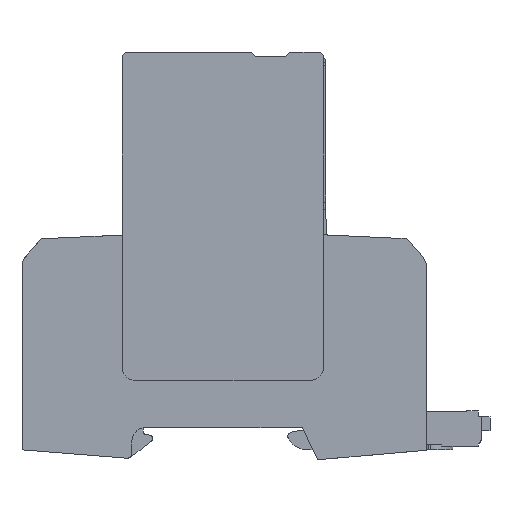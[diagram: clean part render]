
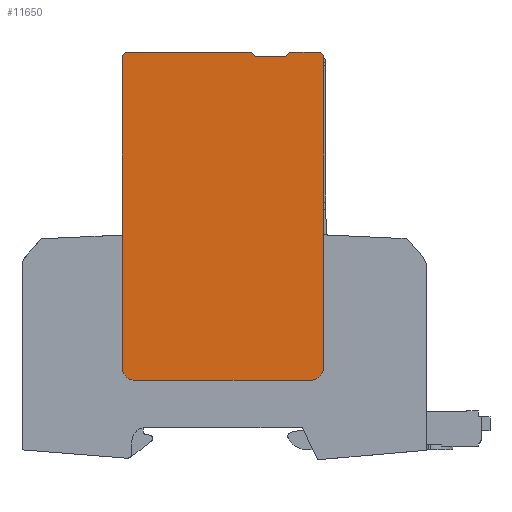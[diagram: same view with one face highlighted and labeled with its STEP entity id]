
A CAD part, left-side view. The second image highlights one B-rep face of the part: STEP entity #11650.
In plain terms, the highlighted planar face has unit normal (-1, 0, 0).
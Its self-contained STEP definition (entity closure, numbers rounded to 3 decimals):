
#11500=AXIS2_PLACEMENT_3D('Plane Axis2P3D',#11497,#11498,#11499) ;
#11497=CARTESIAN_POINT('Axis2P3D Location',(0.,81.127,17.703)) ;
#11502=CARTESIAN_POINT('Line Origine',(0.,82.127,36.992)) ;
#11506=CARTESIAN_POINT('Vertex',(0.,82.127,53.28)) ;
#11508=CARTESIAN_POINT('Vertex',(0.,82.127,20.703)) ;
#11512=CARTESIAN_POINT('Control Point',(0.,82.127,20.703)) ;
#11513=CARTESIAN_POINT('Control Point',(0.,82.127,20.364)) ;
#11514=CARTESIAN_POINT('Control Point',(0.,82.079,20.024)) ;
#11515=CARTESIAN_POINT('Control Point',(0.,81.983,19.694)) ;
#11516=CARTESIAN_POINT('Control Point',(0.,81.701,19.07)) ;
#11517=CARTESIAN_POINT('Control Point',(0.,81.256,18.548)) ;
#11518=CARTESIAN_POINT('Control Point',(0.,80.998,18.321)) ;
#11519=CARTESIAN_POINT('Control Point',(0.,80.488,17.987)) ;
#11520=CARTESIAN_POINT('Control Point',(0.,79.914,17.79)) ;
#11521=CARTESIAN_POINT('Control Point',(0.,79.655,17.732)) ;
#11522=CARTESIAN_POINT('Control Point',(0.,79.391,17.703)) ;
#11523=CARTESIAN_POINT('Control Point',(0.,79.127,17.703)) ;
#11524=CARTESIAN_POINT('Vertex',(0.,79.127,17.703)) ;
#11527=CARTESIAN_POINT('Line Origine',(0.,59.627,17.703)) ;
#11531=CARTESIAN_POINT('Vertex',(0.,40.127,17.703)) ;
#11535=CARTESIAN_POINT('Control Point',(0.,40.127,17.703)) ;
#11536=CARTESIAN_POINT('Control Point',(0.,39.788,17.703)) ;
#11537=CARTESIAN_POINT('Control Point',(0.,39.449,17.751)) ;
#11538=CARTESIAN_POINT('Control Point',(0.,39.118,17.847)) ;
#11539=CARTESIAN_POINT('Control Point',(0.,38.494,18.129)) ;
#11540=CARTESIAN_POINT('Control Point',(0.,37.972,18.574)) ;
#11541=CARTESIAN_POINT('Control Point',(0.,37.745,18.832)) ;
#11542=CARTESIAN_POINT('Control Point',(0.,37.411,19.342)) ;
#11543=CARTESIAN_POINT('Control Point',(0.,37.214,19.916)) ;
#11544=CARTESIAN_POINT('Control Point',(0.,37.156,20.175)) ;
#11545=CARTESIAN_POINT('Control Point',(0.,37.127,20.439)) ;
#11546=CARTESIAN_POINT('Control Point',(0.,37.127,20.703)) ;
#11547=CARTESIAN_POINT('Vertex',(0.,37.127,20.703)) ;
#11550=CARTESIAN_POINT('Line Origine',(0.,37.127,36.992)) ;
#11554=CARTESIAN_POINT('Vertex',(0.,37.127,53.28)) ;
#11557=CARTESIAN_POINT('Line Origine',(0.,37.127,67.94)) ;
#11561=CARTESIAN_POINT('Vertex',(0.,37.127,82.6)) ;
#11564=CARTESIAN_POINT('Line Origine',(0.,37.127,86.425)) ;
#11568=CARTESIAN_POINT('Vertex',(0.,37.127,90.25)) ;
#11571=CARTESIAN_POINT('Line Origine',(0.,37.502,90.625)) ;
#11575=CARTESIAN_POINT('Vertex',(0.,37.877,91.)) ;
#11578=CARTESIAN_POINT('Line Origine',(0.,41.302,91.)) ;
#11582=CARTESIAN_POINT('Vertex',(0.,44.727,91.)) ;
#11585=CARTESIAN_POINT('Line Origine',(0.,45.177,90.55)) ;
#11589=CARTESIAN_POINT('Vertex',(0.,45.627,90.1)) ;
#11592=CARTESIAN_POINT('Line Origine',(0.,48.977,90.1)) ;
#11596=CARTESIAN_POINT('Vertex',(0.,52.327,90.1)) ;
#11599=CARTESIAN_POINT('Line Origine',(0.,52.777,90.55)) ;
#11603=CARTESIAN_POINT('Vertex',(0.,53.227,91.)) ;
#11606=CARTESIAN_POINT('Line Origine',(0.,67.302,91.)) ;
#11610=CARTESIAN_POINT('Vertex',(0.,81.377,91.)) ;
#11613=CARTESIAN_POINT('Line Origine',(0.,81.752,90.625)) ;
#11617=CARTESIAN_POINT('Vertex',(0.,82.127,90.25)) ;
#11620=CARTESIAN_POINT('Line Origine',(0.,82.127,86.425)) ;
#11624=CARTESIAN_POINT('Vertex',(0.,82.127,82.6)) ;
#11627=CARTESIAN_POINT('Line Origine',(0.,82.127,67.94)) ;
#11498=DIRECTION('Axis2P3D Direction',(-1.,0.,0.)) ;
#11499=DIRECTION('Axis2P3D XDirection',(0.,1.,0.)) ;
#11503=DIRECTION('Vector Direction',(0.,0.,-1.)) ;
#11528=DIRECTION('Vector Direction',(0.,-1.,0.)) ;
#11551=DIRECTION('Vector Direction',(0.,0.,1.)) ;
#11558=DIRECTION('Vector Direction',(0.,0.,1.)) ;
#11565=DIRECTION('Vector Direction',(0.,0.,1.)) ;
#11572=DIRECTION('Vector Direction',(0.,0.707,0.707)) ;
#11579=DIRECTION('Vector Direction',(0.,1.,0.)) ;
#11586=DIRECTION('Vector Direction',(0.,0.707,-0.707)) ;
#11593=DIRECTION('Vector Direction',(0.,1.,0.)) ;
#11600=DIRECTION('Vector Direction',(0.,0.707,0.707)) ;
#11607=DIRECTION('Vector Direction',(0.,1.,0.)) ;
#11614=DIRECTION('Vector Direction',(0.,0.707,-0.707)) ;
#11621=DIRECTION('Vector Direction',(0.,0.,1.)) ;
#11628=DIRECTION('Vector Direction',(0.,0.,-1.)) ;
#11504=VECTOR('Line Direction',#11503,1.) ;
#11529=VECTOR('Line Direction',#11528,1.) ;
#11552=VECTOR('Line Direction',#11551,1.) ;
#11559=VECTOR('Line Direction',#11558,1.) ;
#11566=VECTOR('Line Direction',#11565,1.) ;
#11573=VECTOR('Line Direction',#11572,1.) ;
#11580=VECTOR('Line Direction',#11579,1.) ;
#11587=VECTOR('Line Direction',#11586,1.) ;
#11594=VECTOR('Line Direction',#11593,1.) ;
#11601=VECTOR('Line Direction',#11600,1.) ;
#11608=VECTOR('Line Direction',#11607,1.) ;
#11615=VECTOR('Line Direction',#11614,1.) ;
#11622=VECTOR('Line Direction',#11621,1.) ;
#11629=VECTOR('Line Direction',#11628,1.) ;
#11633=ORIENTED_EDGE('',*,*,#11510,.T.) ;
#11634=ORIENTED_EDGE('',*,*,#11526,.T.) ;
#11635=ORIENTED_EDGE('',*,*,#11533,.T.) ;
#11636=ORIENTED_EDGE('',*,*,#11549,.T.) ;
#11637=ORIENTED_EDGE('',*,*,#11556,.T.) ;
#11638=ORIENTED_EDGE('',*,*,#11563,.T.) ;
#11639=ORIENTED_EDGE('',*,*,#11570,.T.) ;
#11640=ORIENTED_EDGE('',*,*,#11577,.T.) ;
#11641=ORIENTED_EDGE('',*,*,#11584,.T.) ;
#11642=ORIENTED_EDGE('',*,*,#11591,.T.) ;
#11643=ORIENTED_EDGE('',*,*,#11598,.T.) ;
#11644=ORIENTED_EDGE('',*,*,#11605,.T.) ;
#11645=ORIENTED_EDGE('',*,*,#11612,.T.) ;
#11646=ORIENTED_EDGE('',*,*,#11619,.T.) ;
#11647=ORIENTED_EDGE('',*,*,#11626,.F.) ;
#11648=ORIENTED_EDGE('',*,*,#11631,.T.) ;
#11650=ADVANCED_FACE('ABLEITER_1',(#11649),#11501,.T.) ;
#11511=B_SPLINE_CURVE_WITH_KNOTS('',5,(#11512,#11513,#11514,#11515,#11516,#11517,#11518,#11519,#11520,#11521,#11522,#11523),.UNSPECIFIED.,.F.,.U.,(6,3,3,6),(0.,2.464,4.929,6.845),.UNSPECIFIED.) ;
#11534=B_SPLINE_CURVE_WITH_KNOTS('',5,(#11535,#11536,#11537,#11538,#11539,#11540,#11541,#11542,#11543,#11544,#11545,#11546),.UNSPECIFIED.,.F.,.U.,(6,3,3,6),(0.,2.464,4.929,6.845),.UNSPECIFIED.) ;
#11510=EDGE_CURVE('',#11507,#11509,#11505,.T.) ;
#11526=EDGE_CURVE('',#11509,#11525,#11511,.T.) ;
#11533=EDGE_CURVE('',#11525,#11532,#11530,.T.) ;
#11549=EDGE_CURVE('',#11532,#11548,#11534,.T.) ;
#11556=EDGE_CURVE('',#11548,#11555,#11553,.T.) ;
#11563=EDGE_CURVE('',#11555,#11562,#11560,.T.) ;
#11570=EDGE_CURVE('',#11562,#11569,#11567,.T.) ;
#11577=EDGE_CURVE('',#11569,#11576,#11574,.T.) ;
#11584=EDGE_CURVE('',#11576,#11583,#11581,.T.) ;
#11591=EDGE_CURVE('',#11583,#11590,#11588,.T.) ;
#11598=EDGE_CURVE('',#11590,#11597,#11595,.T.) ;
#11605=EDGE_CURVE('',#11597,#11604,#11602,.T.) ;
#11612=EDGE_CURVE('',#11604,#11611,#11609,.T.) ;
#11619=EDGE_CURVE('',#11611,#11618,#11616,.T.) ;
#11626=EDGE_CURVE('',#11625,#11618,#11623,.T.) ;
#11631=EDGE_CURVE('',#11625,#11507,#11630,.T.) ;
#11632=EDGE_LOOP('',(#11633,#11634,#11635,#11636,#11637,#11638,#11639,#11640,#11641,#11642,#11643,#11644,#11645,#11646,#11647,#11648)) ;
#11649=FACE_OUTER_BOUND('',#11632,.T.) ;
#11505=LINE('Line',#11502,#11504) ;
#11530=LINE('Line',#11527,#11529) ;
#11553=LINE('Line',#11550,#11552) ;
#11560=LINE('Line',#11557,#11559) ;
#11567=LINE('Line',#11564,#11566) ;
#11574=LINE('Line',#11571,#11573) ;
#11581=LINE('Line',#11578,#11580) ;
#11588=LINE('Line',#11585,#11587) ;
#11595=LINE('Line',#11592,#11594) ;
#11602=LINE('Line',#11599,#11601) ;
#11609=LINE('Line',#11606,#11608) ;
#11616=LINE('Line',#11613,#11615) ;
#11623=LINE('Line',#11620,#11622) ;
#11630=LINE('Line',#11627,#11629) ;
#11501=PLANE('',#11500) ;
#11507=VERTEX_POINT('',#11506) ;
#11509=VERTEX_POINT('',#11508) ;
#11525=VERTEX_POINT('',#11524) ;
#11532=VERTEX_POINT('',#11531) ;
#11548=VERTEX_POINT('',#11547) ;
#11555=VERTEX_POINT('',#11554) ;
#11562=VERTEX_POINT('',#11561) ;
#11569=VERTEX_POINT('',#11568) ;
#11576=VERTEX_POINT('',#11575) ;
#11583=VERTEX_POINT('',#11582) ;
#11590=VERTEX_POINT('',#11589) ;
#11597=VERTEX_POINT('',#11596) ;
#11604=VERTEX_POINT('',#11603) ;
#11611=VERTEX_POINT('',#11610) ;
#11618=VERTEX_POINT('',#11617) ;
#11625=VERTEX_POINT('',#11624) ;
